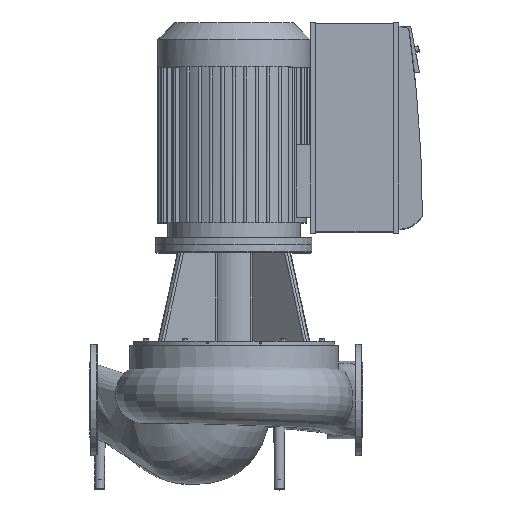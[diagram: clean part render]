
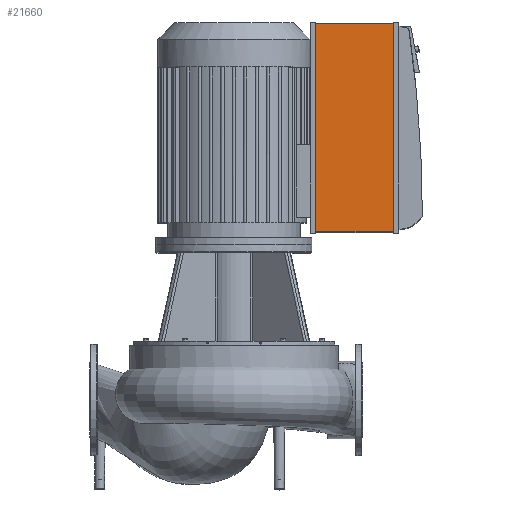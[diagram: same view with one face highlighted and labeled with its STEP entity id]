
A CAD part, top view. The second image highlights one B-rep face of the part: STEP entity #21660.
In plain terms, the highlighted planar face has unit normal (0, 0, 1).
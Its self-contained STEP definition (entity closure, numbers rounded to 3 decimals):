
#1229=PLANE($,#23835);
#3088=LINE($,#58069,#4958);
#3090=LINE($,#58073,#4960);
#3091=LINE($,#58075,#4961);
#3092=LINE($,#58076,#4962);
#4958=VECTOR($,#29936,198.);
#4960=VECTOR($,#29940,534.);
#4961=VECTOR($,#29941,198.);
#4962=VECTOR($,#29942,534.);
#6478=FACE_OUTER_BOUND($,#7984,.T.);
#7984=EDGE_LOOP($,(#20038,#20039,#20040,#20041));
#10951=VERTEX_POINT($,#58066);
#10952=VERTEX_POINT($,#58068);
#10953=VERTEX_POINT($,#58072);
#10954=VERTEX_POINT($,#58074);
#13987=EDGE_CURVE($,#10951,#10952,#3088,.T.);
#13989=EDGE_CURVE($,#10951,#10953,#3090,.T.);
#13990=EDGE_CURVE($,#10954,#10953,#3091,.T.);
#13991=EDGE_CURVE($,#10954,#10952,#3092,.T.);
#20038=ORIENTED_EDGE($,*,*,#13987,.F.);
#20039=ORIENTED_EDGE($,*,*,#13989,.T.);
#20040=ORIENTED_EDGE($,*,*,#13990,.F.);
#20041=ORIENTED_EDGE($,*,*,#13991,.T.);
#21660=ADVANCED_FACE($,(#6478),#1229,.T.);
#23835=AXIS2_PLACEMENT_3D($,#58071,#29938,#29939);
#29936=DIRECTION($,(-1.,0.,0.));
#29938=DIRECTION('center_axis',(0.,0.,1.));
#29939=DIRECTION('ref_axis',(1.,0.,0.));
#29940=DIRECTION($,(0.,1.,0.));
#29941=DIRECTION($,(1.,0.,0.));
#29942=DIRECTION($,(0.,-1.,0.));
#58066=CARTESIAN_POINT('',(778.,430.,457.));
#58068=CARTESIAN_POINT('',(580.,430.,457.));
#58069=CARTESIAN_POINT($,(728.5,430.,457.));
#58071=CARTESIAN_POINT('Origin',(679.,697.,457.));
#58072=CARTESIAN_POINT('',(778.,964.,457.));
#58073=CARTESIAN_POINT($,(778.,430.,457.));
#58074=CARTESIAN_POINT('',(580.,964.,457.));
#58075=CARTESIAN_POINT($,(629.5,964.,457.));
#58076=CARTESIAN_POINT($,(580.,964.,457.));
